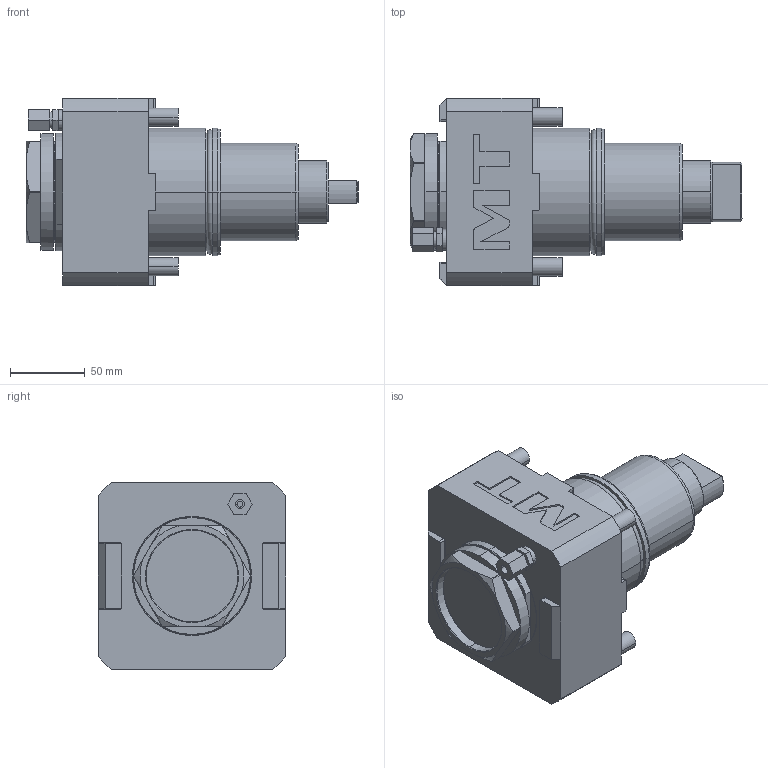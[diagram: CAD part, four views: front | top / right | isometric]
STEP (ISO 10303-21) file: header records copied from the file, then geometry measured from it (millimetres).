
FILE_DESCRIPTION((''),'2;1');
FILE_NAME('DWO1750163_CONF','2023-05-11T16:57:35',('gvalli'),('M.T. srl'),'CREO PARAMETRIC BY PTC INC, 2021072','CREO PARAMETRIC BY PTC INC, 2021072','');
FILE_SCHEMA(('CONFIG_CONTROL_DESIGN'));
Length unit declared in the file: millimetre
Products named in the file (1): DWO1750163_CONF
Bounding box: 221.5 x 125 x 125 mm (x, y, z)
Volume: 1466939.5 mm3; surface area: 121067.5 mm2
Topology: 2 solids, 2 shells, 274 faces, 670 edges, 428 vertices
Faces by surface type: plane 160, cylinder 70, cone 26, torus 14, extrusion 4
Entity records: 8198 total; most frequent: CARTESIAN_POINT 1582, DIRECTION 1388, ORIENTED_EDGE 1340, EDGE_CURVE 670, AXIS2_PLACEMENT_3D 476, VECTOR 436, LINE 432, VERTEX_POINT 428
